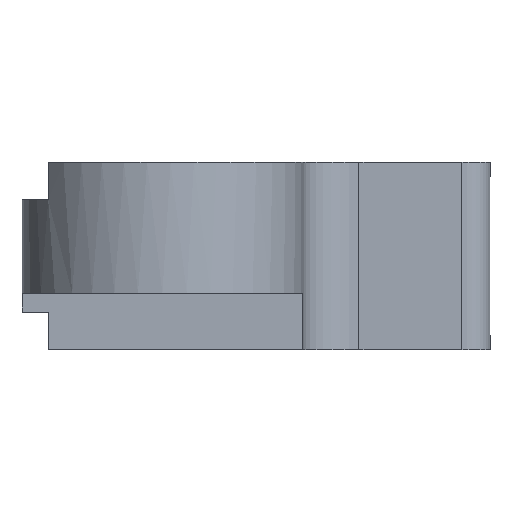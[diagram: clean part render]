
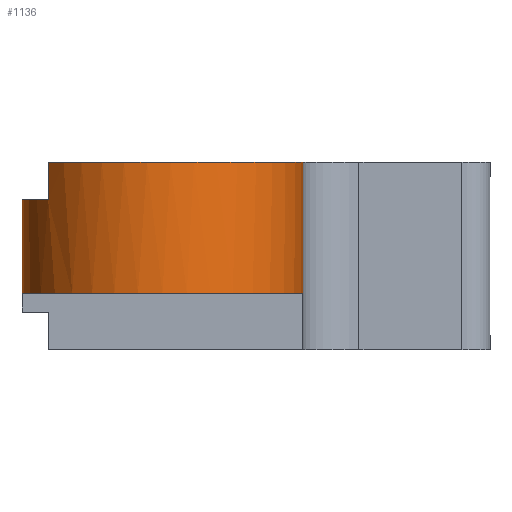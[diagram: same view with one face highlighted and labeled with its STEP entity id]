
A CAD part, front view. The second image highlights one B-rep face of the part: STEP entity #1136.
In plain terms, the highlighted cylindrical face has radius 15 mm (diameter 30 mm), a partial arc.
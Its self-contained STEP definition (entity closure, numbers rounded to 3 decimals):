
#11 = ORIENTED_EDGE ( 'NONE', *, *, #142, .F. ) ;
#14 = FACE_OUTER_BOUND ( 'NONE', #1144, .T. ) ;
#63 = CARTESIAN_POINT ( 'NONE',  ( -15., -35., 10. ) ) ;
#103 = CYLINDRICAL_SURFACE ( 'NONE', #1469, 15. ) ;
#111 = VERTEX_POINT ( 'NONE', #1551 ) ;
#121 = VERTEX_POINT ( 'NONE', #1244 ) ;
#142 = EDGE_CURVE ( 'NONE', #121, #111, #1246, .T. ) ;
#193 = DIRECTION ( 'NONE',  ( 0., 0., -1. ) ) ;
#275 = ORIENTED_EDGE ( 'NONE', *, *, #1719, .F. ) ;
#281 = DIRECTION ( 'NONE',  ( -1., 0., 0. ) ) ;
#285 = VECTOR ( 'NONE', #880, 1000. ) ;
#358 = VERTEX_POINT ( 'NONE', #788 ) ;
#384 = ORIENTED_EDGE ( 'NONE', *, *, #1455, .T. ) ;
#461 = CIRCLE ( 'NONE', #1598, 15. ) ;
#467 = DIRECTION ( 'NONE',  ( 0., 0., 1. ) ) ;
#485 = CARTESIAN_POINT ( 'NONE',  ( 0., -35., 10. ) ) ;
#488 = VECTOR ( 'NONE', #1746, 1000. ) ;
#496 = CIRCLE ( 'NONE', #1692, 15. ) ;
#585 = CARTESIAN_POINT ( 'NONE',  ( 0., -35., 10. ) ) ;
#678 = LINE ( 'NONE', #1463, #488 ) ;
#680 = EDGE_CURVE ( 'NONE', #1302, #1671, #678, .T. ) ;
#693 = CARTESIAN_POINT ( 'NONE',  ( 0., -35., -4. ) ) ;
#788 = CARTESIAN_POINT ( 'NONE',  ( -15., -35., 6. ) ) ;
#880 = DIRECTION ( 'NONE',  ( 0., 0., -1. ) ) ;
#887 = DIRECTION ( 'NONE',  ( -1., 0., 0. ) ) ;
#888 = EDGE_CURVE ( 'NONE', #1671, #358, #496, .T. ) ;
#910 = EDGE_CURVE ( 'NONE', #1302, #1521, #461, .T. ) ;
#941 = ORIENTED_EDGE ( 'NONE', *, *, #888, .T. ) ;
#954 = ORIENTED_EDGE ( 'NONE', *, *, #680, .T. ) ;
#988 = CARTESIAN_POINT ( 'NONE',  ( 15., -35., 10. ) ) ;
#1074 = DIRECTION ( 'NONE',  ( 0., 0., -1. ) ) ;
#1087 = ORIENTED_EDGE ( 'NONE', *, *, #910, .F. ) ;
#1136 = ADVANCED_FACE ( 'NONE', ( #14 ), #103, .T. ) ;
#1144 = EDGE_LOOP ( 'NONE', ( #11, #275, #1087, #954, #941, #384 ) ) ;
#1147 = DIRECTION ( 'NONE',  ( 0., 0., -1. ) ) ;
#1163 = DIRECTION ( 'NONE',  ( 0., 0., -1. ) ) ;
#1244 = CARTESIAN_POINT ( 'NONE',  ( 15., -35., -4. ) ) ;
#1246 = CIRCLE ( 'NONE', #1329, 15. ) ;
#1294 = CARTESIAN_POINT ( 'NONE',  ( 15., -35., 10. ) ) ;
#1302 = VERTEX_POINT ( 'NONE', #1415 ) ;
#1329 = AXIS2_PLACEMENT_3D ( 'NONE', #693, #1163, #281 ) ;
#1338 = CARTESIAN_POINT ( 'NONE',  ( 0., -35., 6. ) ) ;
#1389 = CARTESIAN_POINT ( 'NONE',  ( -12.2, -43.727, 6. ) ) ;
#1415 = CARTESIAN_POINT ( 'NONE',  ( -12.2, -43.727, 10. ) ) ;
#1455 = EDGE_CURVE ( 'NONE', #358, #111, #1467, .T. ) ;
#1463 = CARTESIAN_POINT ( 'NONE',  ( -12.2, -43.727, 10. ) ) ;
#1467 = LINE ( 'NONE', #63, #1565 ) ;
#1469 = AXIS2_PLACEMENT_3D ( 'NONE', #585, #1074, #1491 ) ;
#1484 = DIRECTION ( 'NONE',  ( 1., 0., 0. ) ) ;
#1491 = DIRECTION ( 'NONE',  ( -1., 0., 0. ) ) ;
#1521 = VERTEX_POINT ( 'NONE', #1294 ) ;
#1551 = CARTESIAN_POINT ( 'NONE',  ( -15., -35., -4. ) ) ;
#1565 = VECTOR ( 'NONE', #1147, 1000. ) ;
#1598 = AXIS2_PLACEMENT_3D ( 'NONE', #485, #467, #1484 ) ;
#1671 = VERTEX_POINT ( 'NONE', #1389 ) ;
#1692 = AXIS2_PLACEMENT_3D ( 'NONE', #1338, #193, #887 ) ;
#1711 = LINE ( 'NONE', #988, #285 ) ;
#1719 = EDGE_CURVE ( 'NONE', #1521, #121, #1711, .T. ) ;
#1746 = DIRECTION ( 'NONE',  ( 0., 0., -1. ) ) ;
